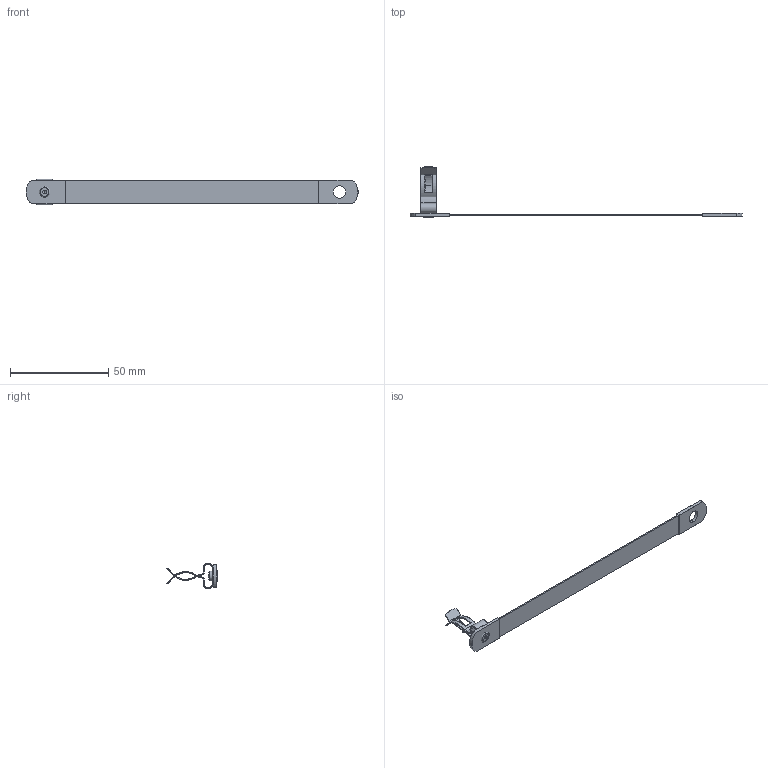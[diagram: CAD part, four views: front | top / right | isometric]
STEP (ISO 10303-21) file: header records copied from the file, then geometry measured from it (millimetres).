
FILE_DESCRIPTION (( 'STEP AP214' ), '1' );
FILE_NAME ('1080-102.STEP', '2024-07-31T07:49:37', ( '' ), ( '' ), 'SwSTEP 2.0', 'SolidWorks 2022', '' );
FILE_SCHEMA (( 'AUTOMOTIVE_DESIGN' ));
Length unit declared in the file: millimetre
Products named in the file (4): 1011-001; 3x1,5_1,8mm Blechstärke; 5-KT00601500306; 1080-102
Assembly tree (3 placements, depth 2):
  1080-102
    5-KT00601500306
    3x1,5_1,8mm Blechstärke
    1011-001
Bounding box: 168.95 x 25.71 x 12.8 mm (x, y, z)
Volume: 2017.6 mm3; surface area: 5265.3 mm2
Topology: 3 solids, 3 shells, 269 faces, 644 edges, 355 vertices
Faces by surface type: cylinder 109, bspline 90, plane 46, sphere 16, torus 8
Entity records: 11967 total; most frequent: CARTESIAN_POINT 3702, ORIENTED_EDGE 1234, DIRECTION 1139, EDGE_CURVE 617, AXIS2_PLACEMENT_3D 463, VERTEX_POINT 355, EDGE_LOOP 282, CIRCLE 278
